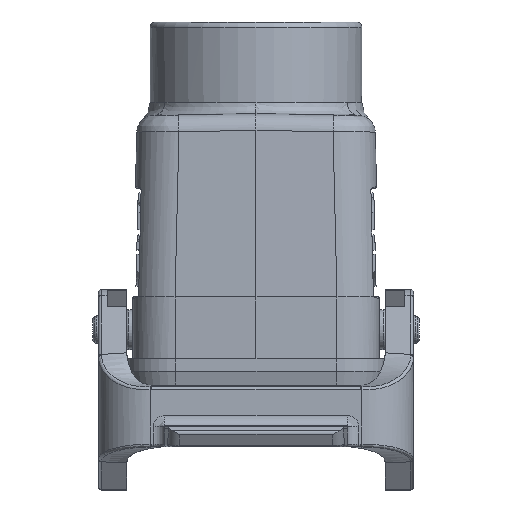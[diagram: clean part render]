
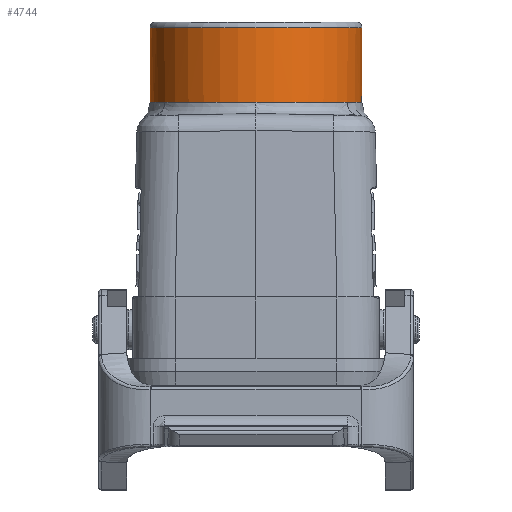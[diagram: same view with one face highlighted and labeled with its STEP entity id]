
A CAD part, left-side view. The second image highlights one B-rep face of the part: STEP entity #4744.
In plain terms, the highlighted cylindrical face has radius 18.5 mm (diameter 37 mm), a full revolution.
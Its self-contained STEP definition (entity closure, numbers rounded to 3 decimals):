
#3643=FACE_BOUND('',#7019,.T.);
#3644=FACE_BOUND('',#7020,.T.);
#4744=ADVANCED_FACE('',(#3643,#3644),#5556,.T.);
#5556=CYLINDRICAL_SURFACE('',#25382,18.5);
#7019=EDGE_LOOP('',(#9633));
#7020=EDGE_LOOP('',(#9634,#9635,#9636,#9637,#9638,#9639));
#9633=ORIENTED_EDGE('',*,*,#15744,.T.);
#9634=ORIENTED_EDGE('',*,*,#15739,.T.);
#9635=ORIENTED_EDGE('',*,*,#15736,.T.);
#9636=ORIENTED_EDGE('',*,*,#15733,.T.);
#9637=ORIENTED_EDGE('',*,*,#15730,.T.);
#9638=ORIENTED_EDGE('',*,*,#15727,.T.);
#9639=ORIENTED_EDGE('',*,*,#15742,.T.);
#13775=VERTEX_POINT('',#36994);
#13777=VERTEX_POINT('',#37002);
#13779=VERTEX_POINT('',#37083);
#13781=VERTEX_POINT('',#37122);
#13783=VERTEX_POINT('',#37161);
#13785=VERTEX_POINT('',#37242);
#13787=VERTEX_POINT('',#37308);
#15727=EDGE_CURVE('',#13777,#13775,#18207,.T.);
#15730=EDGE_CURVE('',#13779,#13777,#18209,.T.);
#15733=EDGE_CURVE('',#13781,#13779,#18211,.T.);
#15736=EDGE_CURVE('',#13783,#13781,#18213,.T.);
#15739=EDGE_CURVE('',#13785,#13783,#18215,.T.);
#15742=EDGE_CURVE('',#13775,#13785,#18217,.T.);
#15744=EDGE_CURVE('',#13787,#13787,#17447,.T.);
#17447=CIRCLE('',#25381,18.5);
#18207=B_SPLINE_CURVE_WITH_KNOTS('',3,(#36996,#36997,#36998,#36999,#37000,
#37001),.UNSPECIFIED.,.F.,.F.,(4,2,4),(0.,0.5,1.),.UNSPECIFIED.);
#18209=B_SPLINE_CURVE_WITH_KNOTS('',3,(#37077,#37078,#37079,#37080,#37081,
#37082),.UNSPECIFIED.,.F.,.F.,(4,2,4),(0.,0.5,1.),.UNSPECIFIED.);
#18211=B_SPLINE_CURVE_WITH_KNOTS('',3,(#37116,#37117,#37118,#37119,#37120,
#37121),.UNSPECIFIED.,.F.,.F.,(4,2,4),(0.,0.5,1.),.UNSPECIFIED.);
#18213=B_SPLINE_CURVE_WITH_KNOTS('',3,(#37155,#37156,#37157,#37158,#37159,
#37160),.UNSPECIFIED.,.F.,.F.,(4,2,4),(0.,0.5,1.),.UNSPECIFIED.);
#18215=B_SPLINE_CURVE_WITH_KNOTS('',3,(#37236,#37237,#37238,#37239,#37240,
#37241),.UNSPECIFIED.,.F.,.F.,(4,2,4),(0.,0.5,1.),.UNSPECIFIED.);
#18217=B_SPLINE_CURVE_WITH_KNOTS('',3,(#37273,#37274,#37275,#37276,#37277,
#37278),.UNSPECIFIED.,.F.,.F.,(4,2,4),(0.,0.5,1.),.UNSPECIFIED.);
#25381=AXIS2_PLACEMENT_3D('',#37307,#28174,#28175);
#25382=AXIS2_PLACEMENT_3D('',#37309,#28176,#28177);
#28174=DIRECTION('',(0.,0.,-1.));
#28175=DIRECTION('',(-1.,0.,0.));
#28176=DIRECTION('',(0.,0.,1.));
#28177=DIRECTION('',(1.,0.,0.));
#36994=CARTESIAN_POINT('',(9.436,-15.913,37.85));
#36996=CARTESIAN_POINT('',(-9.436,-15.913,37.85));
#36997=CARTESIAN_POINT('',(-6.597,-17.596,37.85));
#36998=CARTESIAN_POINT('',(-3.301,-18.5,37.85));
#36999=CARTESIAN_POINT('',(3.301,-18.5,37.85));
#37000=CARTESIAN_POINT('',(6.597,-17.596,37.85));
#37001=CARTESIAN_POINT('',(9.436,-15.913,37.85));
#37002=CARTESIAN_POINT('',(-9.436,-15.913,37.85));
#37077=CARTESIAN_POINT('',(-18.5,0.,37.85));
#37078=CARTESIAN_POINT('',(-18.5,-3.193,37.85));
#37079=CARTESIAN_POINT('',(-17.655,-6.382,37.85));
#37080=CARTESIAN_POINT('',(-14.495,-11.931,37.85));
#37081=CARTESIAN_POINT('',(-12.182,-14.284,37.85));
#37082=CARTESIAN_POINT('',(-9.436,-15.913,37.85));
#37083=CARTESIAN_POINT('',(-18.5,0.,37.85));
#37116=CARTESIAN_POINT('',(-9.436,15.912,37.85));
#37117=CARTESIAN_POINT('',(-12.183,14.284,37.85));
#37118=CARTESIAN_POINT('',(-14.495,11.931,37.85));
#37119=CARTESIAN_POINT('',(-17.655,6.382,37.85));
#37120=CARTESIAN_POINT('',(-18.5,3.193,37.85));
#37121=CARTESIAN_POINT('',(-18.5,0.,37.85));
#37122=CARTESIAN_POINT('',(-9.436,15.912,37.85));
#37155=CARTESIAN_POINT('',(9.436,15.913,37.85));
#37156=CARTESIAN_POINT('',(6.597,17.596,37.85));
#37157=CARTESIAN_POINT('',(3.301,18.5,37.85));
#37158=CARTESIAN_POINT('',(-3.301,18.5,37.85));
#37159=CARTESIAN_POINT('',(-6.597,17.596,37.85));
#37160=CARTESIAN_POINT('',(-9.436,15.912,37.85));
#37161=CARTESIAN_POINT('',(9.436,15.913,37.85));
#37236=CARTESIAN_POINT('',(18.5,0.,37.85));
#37237=CARTESIAN_POINT('',(18.5,3.193,37.85));
#37238=CARTESIAN_POINT('',(17.655,6.382,37.85));
#37239=CARTESIAN_POINT('',(14.495,11.931,37.85));
#37240=CARTESIAN_POINT('',(12.182,14.284,37.85));
#37241=CARTESIAN_POINT('',(9.436,15.913,37.85));
#37242=CARTESIAN_POINT('',(18.5,0.,37.85));
#37273=CARTESIAN_POINT('',(9.436,-15.913,37.85));
#37274=CARTESIAN_POINT('',(12.183,-14.284,37.85));
#37275=CARTESIAN_POINT('',(14.495,-11.931,37.85));
#37276=CARTESIAN_POINT('',(17.655,-6.382,37.85));
#37277=CARTESIAN_POINT('',(18.5,-3.193,37.85));
#37278=CARTESIAN_POINT('',(18.5,0.,37.85));
#37307=CARTESIAN_POINT('',(0.,0.,50.85));
#37308=CARTESIAN_POINT('',(-18.5,0.,50.85));
#37309=CARTESIAN_POINT('',(0.,0.,35.35));
